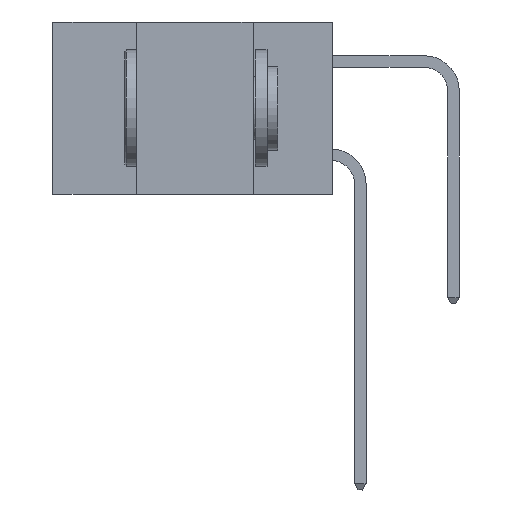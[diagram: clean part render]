
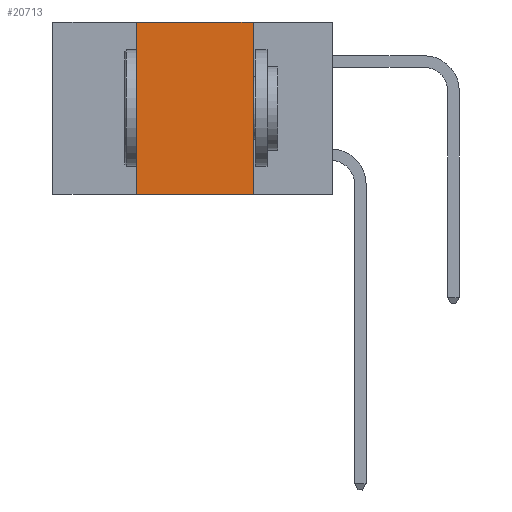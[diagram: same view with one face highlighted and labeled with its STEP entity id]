
A CAD part, left-side view. The second image highlights one B-rep face of the part: STEP entity #20713.
In plain terms, the highlighted planar face has unit normal (-1, 0, 0).
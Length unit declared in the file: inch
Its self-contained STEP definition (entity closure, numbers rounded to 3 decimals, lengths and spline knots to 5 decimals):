
#2209 = VECTOR ( 'NONE', #17588, 39.37008 ) ;
#2320 = VECTOR ( 'NONE', #5568, 39.37008 ) ;
#4281 = CARTESIAN_POINT ( 'NONE',  ( 0., 0.17, -0.37 ) ) ;
#5243 = VERTEX_POINT ( 'NONE', #23563 ) ;
#5568 = DIRECTION ( 'NONE',  ( 0., 0., 1. ) ) ;
#6266 = FACE_OUTER_BOUND ( 'NONE', #6846, .T. ) ;
#6846 = EDGE_LOOP ( 'NONE', ( #27284, #29871, #18524, #11549 ) ) ;
#8547 = LINE ( 'NONE', #29282, #2209 ) ;
#8658 = LINE ( 'NONE', #26772, #2320 ) ;
#9016 = EDGE_CURVE ( 'NONE', #5243, #12002, #8658, .T. ) ;
#10282 = DIRECTION ( 'NONE',  ( 1., 0., 0. ) ) ;
#11069 = DIRECTION ( 'NONE',  ( 0., -1., 0. ) ) ;
#11095 = CARTESIAN_POINT ( 'NONE',  ( 0., 0.42, 0. ) ) ;
#11549 = ORIENTED_EDGE ( 'NONE', *, *, #12788, .T. ) ;
#12002 = VERTEX_POINT ( 'NONE', #11095 ) ;
#12475 = LINE ( 'NONE', #25268, #24355 ) ;
#12788 = EDGE_CURVE ( 'NONE', #5243, #28338, #29966, .T. ) ;
#13117 = EDGE_CURVE ( 'NONE', #29069, #28338, #8547, .T. ) ;
#14115 = DIRECTION ( 'NONE',  ( 0., -1., 0. ) ) ;
#16818 = CARTESIAN_POINT ( 'NONE',  ( 0., 0.17, 0. ) ) ;
#17588 = DIRECTION ( 'NONE',  ( 0., 0., -1. ) ) ;
#18524 = ORIENTED_EDGE ( 'NONE', *, *, #9016, .F. ) ;
#18848 = CARTESIAN_POINT ( 'NONE',  ( 0., 0.6, -0.37 ) ) ;
#19743 = PLANE ( 'NONE',  #20872 ) ;
#20713 = ADVANCED_FACE ( 'NONE', ( #6266 ), #19743, .F. ) ;
#20872 = AXIS2_PLACEMENT_3D ( 'NONE', #24493, #10282, #26838 ) ;
#21607 = EDGE_CURVE ( 'NONE', #12002, #29069, #12475, .T. ) ;
#23563 = CARTESIAN_POINT ( 'NONE',  ( 0., 0.42, -0.37 ) ) ;
#24355 = VECTOR ( 'NONE', #11069, 39.37008 ) ;
#24493 = CARTESIAN_POINT ( 'NONE',  ( 0., 0.6, 0. ) ) ;
#25268 = CARTESIAN_POINT ( 'NONE',  ( 0., 0.6, 0. ) ) ;
#26772 = CARTESIAN_POINT ( 'NONE',  ( 0., 0.42, 0. ) ) ;
#26838 = DIRECTION ( 'NONE',  ( 0., 0., -1. ) ) ;
#27284 = ORIENTED_EDGE ( 'NONE', *, *, #13117, .F. ) ;
#28338 = VERTEX_POINT ( 'NONE', #4281 ) ;
#29069 = VERTEX_POINT ( 'NONE', #16818 ) ;
#29225 = VECTOR ( 'NONE', #14115, 39.37008 ) ;
#29282 = CARTESIAN_POINT ( 'NONE',  ( 0., 0.17, 0. ) ) ;
#29871 = ORIENTED_EDGE ( 'NONE', *, *, #21607, .F. ) ;
#29966 = LINE ( 'NONE', #18848, #29225 ) ;
